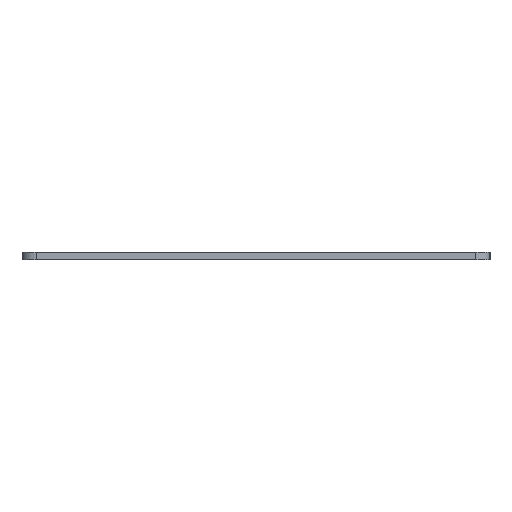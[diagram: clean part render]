
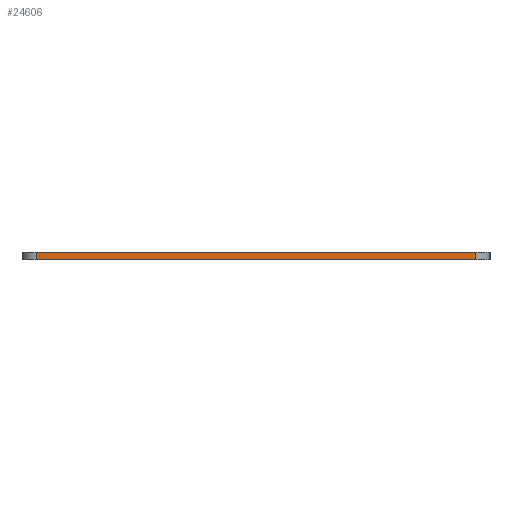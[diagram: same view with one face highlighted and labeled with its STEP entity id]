
A CAD part, left-side view. The second image highlights one B-rep face of the part: STEP entity #24606.
In plain terms, the highlighted planar face has unit normal (-1, 0, 0).
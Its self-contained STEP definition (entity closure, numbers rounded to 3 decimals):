
#83 = PLANE('',#84);
#84 = AXIS2_PLACEMENT_3D('',#85,#86,#87);
#85 = CARTESIAN_POINT('',(180.501,-49.15,1.5));
#86 = DIRECTION('',(0.,0.,1.));
#87 = DIRECTION('',(1.,0.,-0.));
#111 = CYLINDRICAL_SURFACE('',#112,3.);
#112 = AXIS2_PLACEMENT_3D('',#113,#114,#115);
#113 = CARTESIAN_POINT('',(3.,-3.,0.));
#114 = DIRECTION('',(-0.,-0.,-1.));
#115 = DIRECTION('',(1.,0.,-0.));
#137 = PLANE('',#138);
#138 = AXIS2_PLACEMENT_3D('',#139,#140,#141);
#139 = CARTESIAN_POINT('',(180.501,-49.15,0.));
#140 = DIRECTION('',(0.,0.,1.));
#141 = DIRECTION('',(1.,0.,-0.));
#232 = VERTEX_POINT('',#233);
#233 = CARTESIAN_POINT('',(0.,-3.,1.5));
#255 = EDGE_CURVE('',#256,#232,#258,.T.);
#256 = VERTEX_POINT('',#257);
#257 = CARTESIAN_POINT('',(0.,-3.,0.));
#258 = SURFACE_CURVE('',#259,(#263,#270),.PCURVE_S1.);
#259 = LINE('',#260,#261);
#260 = CARTESIAN_POINT('',(0.,-3.,0.));
#261 = VECTOR('',#262,1.);
#262 = DIRECTION('',(0.,0.,1.));
#263 = PCURVE('',#111,#264);
#264 = DEFINITIONAL_REPRESENTATION('',(#265),#269);
#265 = LINE('',#266,#267);
#266 = CARTESIAN_POINT('',(-3.142,0.));
#267 = VECTOR('',#268,1.);
#268 = DIRECTION('',(-0.,-1.));
#269 = ( GEOMETRIC_REPRESENTATION_CONTEXT(2) 
PARAMETRIC_REPRESENTATION_CONTEXT() REPRESENTATION_CONTEXT('2D SPACE',''
  ) );
#270 = PCURVE('',#271,#276);
#271 = PLANE('',#272);
#272 = AXIS2_PLACEMENT_3D('',#273,#274,#275);
#273 = CARTESIAN_POINT('',(0.,-3.,0.));
#274 = DIRECTION('',(1.,0.,-0.));
#275 = DIRECTION('',(0.,-1.,0.));
#276 = DEFINITIONAL_REPRESENTATION('',(#277),#281);
#277 = LINE('',#278,#279);
#278 = CARTESIAN_POINT('',(0.,0.));
#279 = VECTOR('',#280,1.);
#280 = DIRECTION('',(0.,-1.));
#281 = ( GEOMETRIC_REPRESENTATION_CONTEXT(2) 
PARAMETRIC_REPRESENTATION_CONTEXT() REPRESENTATION_CONTEXT('2D SPACE',''
  ) );
#310 = EDGE_CURVE('',#256,#311,#313,.T.);
#311 = VERTEX_POINT('',#312);
#312 = CARTESIAN_POINT('',(0.,-95.3,0.));
#313 = SURFACE_CURVE('',#314,(#318,#325),.PCURVE_S1.);
#314 = LINE('',#315,#316);
#315 = CARTESIAN_POINT('',(0.,-3.,0.));
#316 = VECTOR('',#317,1.);
#317 = DIRECTION('',(0.,-1.,0.));
#318 = PCURVE('',#137,#319);
#319 = DEFINITIONAL_REPRESENTATION('',(#320),#324);
#320 = LINE('',#321,#322);
#321 = CARTESIAN_POINT('',(-180.501,46.15));
#322 = VECTOR('',#323,1.);
#323 = DIRECTION('',(0.,-1.));
#324 = ( GEOMETRIC_REPRESENTATION_CONTEXT(2) 
PARAMETRIC_REPRESENTATION_CONTEXT() REPRESENTATION_CONTEXT('2D SPACE',''
  ) );
#325 = PCURVE('',#271,#326);
#326 = DEFINITIONAL_REPRESENTATION('',(#327),#331);
#327 = LINE('',#328,#329);
#328 = CARTESIAN_POINT('',(0.,0.));
#329 = VECTOR('',#330,1.);
#330 = DIRECTION('',(1.,0.));
#331 = ( GEOMETRIC_REPRESENTATION_CONTEXT(2) 
PARAMETRIC_REPRESENTATION_CONTEXT() REPRESENTATION_CONTEXT('2D SPACE',''
  ) );
#350 = CYLINDRICAL_SURFACE('',#351,3.);
#351 = AXIS2_PLACEMENT_3D('',#352,#353,#354);
#352 = CARTESIAN_POINT('',(3.,-95.3,0.));
#353 = DIRECTION('',(-0.,-0.,-1.));
#354 = DIRECTION('',(1.,0.,-0.));
#13600 = EDGE_CURVE('',#232,#13601,#13603,.T.);
#13601 = VERTEX_POINT('',#13602);
#13602 = CARTESIAN_POINT('',(0.,-95.3,1.5));
#13603 = SURFACE_CURVE('',#13604,(#13608,#13615),.PCURVE_S1.);
#13604 = LINE('',#13605,#13606);
#13605 = CARTESIAN_POINT('',(0.,-3.,1.5));
#13606 = VECTOR('',#13607,1.);
#13607 = DIRECTION('',(0.,-1.,0.));
#13608 = PCURVE('',#83,#13609);
#13609 = DEFINITIONAL_REPRESENTATION('',(#13610),#13614);
#13610 = LINE('',#13611,#13612);
#13611 = CARTESIAN_POINT('',(-180.501,46.15));
#13612 = VECTOR('',#13613,1.);
#13613 = DIRECTION('',(0.,-1.));
#13614 = ( GEOMETRIC_REPRESENTATION_CONTEXT(2) 
PARAMETRIC_REPRESENTATION_CONTEXT() REPRESENTATION_CONTEXT('2D SPACE',''
  ) );
#13615 = PCURVE('',#271,#13616);
#13616 = DEFINITIONAL_REPRESENTATION('',(#13617),#13621);
#13617 = LINE('',#13618,#13619);
#13618 = CARTESIAN_POINT('',(0.,-1.5));
#13619 = VECTOR('',#13620,1.);
#13620 = DIRECTION('',(1.,0.));
#13621 = ( GEOMETRIC_REPRESENTATION_CONTEXT(2) 
PARAMETRIC_REPRESENTATION_CONTEXT() REPRESENTATION_CONTEXT('2D SPACE',''
  ) );
#24606 = ADVANCED_FACE('',(#24607),#271,.F.);
#24607 = FACE_BOUND('',#24608,.F.);
#24608 = EDGE_LOOP('',(#24609,#24610,#24611,#24632));
#24609 = ORIENTED_EDGE('',*,*,#255,.T.);
#24610 = ORIENTED_EDGE('',*,*,#13600,.T.);
#24611 = ORIENTED_EDGE('',*,*,#24612,.F.);
#24612 = EDGE_CURVE('',#311,#13601,#24613,.T.);
#24613 = SURFACE_CURVE('',#24614,(#24618,#24625),.PCURVE_S1.);
#24614 = LINE('',#24615,#24616);
#24615 = CARTESIAN_POINT('',(0.,-95.3,0.));
#24616 = VECTOR('',#24617,1.);
#24617 = DIRECTION('',(0.,0.,1.));
#24618 = PCURVE('',#271,#24619);
#24619 = DEFINITIONAL_REPRESENTATION('',(#24620),#24624);
#24620 = LINE('',#24621,#24622);
#24621 = CARTESIAN_POINT('',(92.3,0.));
#24622 = VECTOR('',#24623,1.);
#24623 = DIRECTION('',(0.,-1.));
#24624 = ( GEOMETRIC_REPRESENTATION_CONTEXT(2) 
PARAMETRIC_REPRESENTATION_CONTEXT() REPRESENTATION_CONTEXT('2D SPACE',''
  ) );
#24625 = PCURVE('',#350,#24626);
#24626 = DEFINITIONAL_REPRESENTATION('',(#24627),#24631);
#24627 = LINE('',#24628,#24629);
#24628 = CARTESIAN_POINT('',(-3.142,0.));
#24629 = VECTOR('',#24630,1.);
#24630 = DIRECTION('',(-0.,-1.));
#24631 = ( GEOMETRIC_REPRESENTATION_CONTEXT(2) 
PARAMETRIC_REPRESENTATION_CONTEXT() REPRESENTATION_CONTEXT('2D SPACE',''
  ) );
#24632 = ORIENTED_EDGE('',*,*,#310,.F.);
